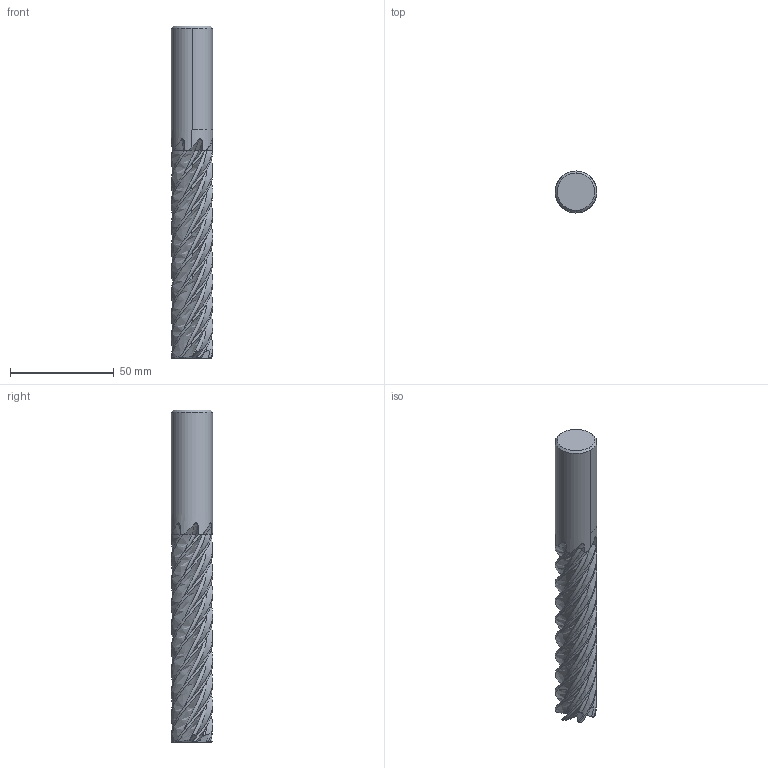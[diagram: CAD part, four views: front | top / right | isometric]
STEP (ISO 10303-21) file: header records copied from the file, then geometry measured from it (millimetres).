
FILE_DESCRIPTION(('no description'),'unknown implementation level');
FILE_NAME('EXPK1-M03-0233-20-Detail.stp',' ',('CIMSOURCE GmbH'),('CADClick - KiM GmbH - www.kimweb.de'),'unknown preprocess','ACIS','unknown authorization');
FILE_SCHEMA(('automotive_design'));
Length unit declared in the file: millimetre
Products named in the file (2): NOCUT; CUT
Bounding box: 20 x 20 x 160 mm (x, y, z)
Volume: 37900 mm3; surface area: 14519.5 mm2
Topology: 2 solids, 2 shells, 134 faces, 381 edges, 252 vertices
Faces by surface type: plane 39, cone 28, revolution 28, bspline 28, torus 7, cylinder 4
Entity records: 30320 total; most frequent: CARTESIAN_POINT 23019, STYLED_ITEM 769, PRESENTATION_STYLE_ASSIGNMENT 769, COLOUR_RGB 769, ORIENTED_EDGE 762, DIRECTION 426, EDGE_CURVE 381, CURVE_STYLE 381
